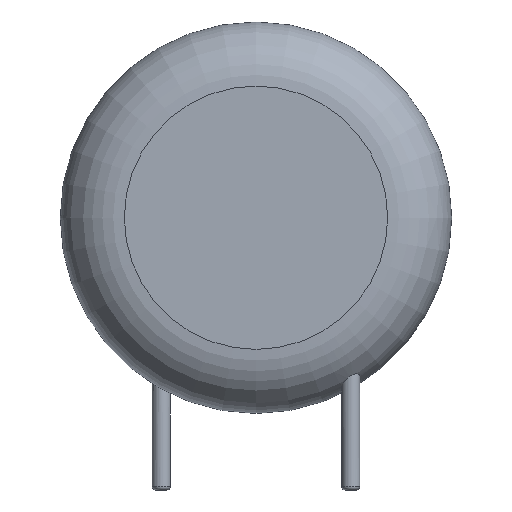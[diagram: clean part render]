
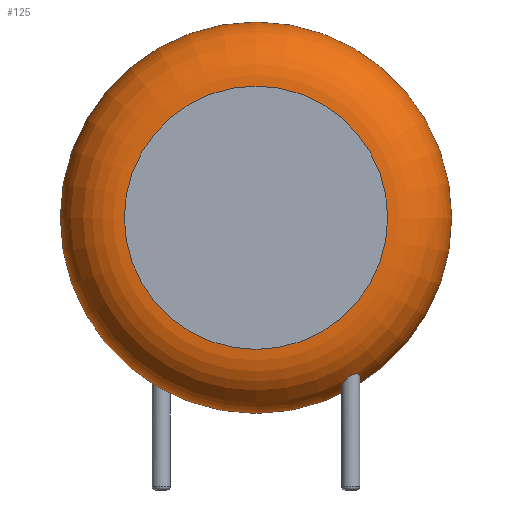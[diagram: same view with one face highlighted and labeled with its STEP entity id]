
A CAD part, front view. The second image highlights one B-rep face of the part: STEP entity #125.
In plain terms, the highlighted toroidal (fillet/blend) face has major radius 5.213 mm and minor radius 2.537 mm.
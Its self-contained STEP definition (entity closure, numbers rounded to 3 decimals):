
#24=VERTEX_POINT('',#25);
#25=CARTESIAN_POINT('',(11.5,-1.213,7.78));
#29=DIRECTION('',(0.,-1.,0.));
#30=ORIENTED_EDGE('',*,*,#31,.T.);
#31=EDGE_CURVE('',#24,#24,#32,.T.);
#32=CIRCLE('',#33,7.75);
#33=AXIS2_PLACEMENT_3D('',#34,#29,#35);
#34=CARTESIAN_POINT('',(3.75,-1.213,7.78));
#35=DIRECTION('',(1.,0.,0.));
#125=ADVANCED_FACE('',(#126,#142),#214,.T.);
#126=FACE_BOUND('',#127,.T.);
#127=EDGE_LOOP('',(#30,#128,#136,#141));
#128=ORIENTED_EDGE('',*,*,#129,.T.);
#129=EDGE_CURVE('',#24,#130,#132,.T.);
#130=VERTEX_POINT('',#131);
#131=CARTESIAN_POINT('',(8.963,-3.75,7.78));
#132=CIRCLE('',#133,2.537);
#133=AXIS2_PLACEMENT_3D('',#134,#135,#35);
#134=CARTESIAN_POINT('',(8.963,-1.213,7.78));
#135=DIRECTION('',(0.,0.,-1.));
#136=ORIENTED_EDGE('',*,*,#137,.F.);
#137=EDGE_CURVE('',#130,#130,#138,.T.);
#138=CIRCLE('',#139,5.213);
#139=AXIS2_PLACEMENT_3D('',#140,#29,#35);
#140=CARTESIAN_POINT('',(3.75,-3.75,7.78));
#141=ORIENTED_EDGE('',*,*,#129,.F.);
#142=FACE_BOUND('',#143,.T.);
#143=EDGE_LOOP('',(#144,#163));
#144=ORIENTED_EDGE('',*,*,#145,.T.);
#145=EDGE_CURVE('',#146,#148,#150,.T.);
#146=VERTEX_POINT('',#147);
#147=CARTESIAN_POINT('',(7.86,-2.3,1.5));
#148=VERTEX_POINT('',#149);
#149=CARTESIAN_POINT('',(7.494,-1.94,1.116));
#150=B_SPLINE_CURVE_WITH_KNOTS('',7,(#147,#151,#152,#153,#154,#155,#156,#157,#158,#159,#160,#161,#162,#149),.UNSPECIFIED.,.F.,.F.,(8,6,8),(0.,0.421,1.),.UNSPECIFIED.);
#151=CARTESIAN_POINT('',(7.86,-2.266,1.481));
#152=CARTESIAN_POINT('',(7.856,-2.232,1.46));
#153=CARTESIAN_POINT('',(7.849,-2.199,1.438));
#154=CARTESIAN_POINT('',(7.838,-2.167,1.415));
#155=CARTESIAN_POINT('',(7.824,-2.137,1.392));
#156=CARTESIAN_POINT('',(7.806,-2.108,1.368));
#157=CARTESIAN_POINT('',(7.757,-2.044,1.31));
#158=CARTESIAN_POINT('',(7.724,-2.011,1.276));
#159=CARTESIAN_POINT('',(7.684,-1.984,1.242));
#160=CARTESIAN_POINT('',(7.641,-1.962,1.208));
#161=CARTESIAN_POINT('',(7.594,-1.946,1.175));
#162=CARTESIAN_POINT('',(7.544,-1.939,1.144));
#163=ORIENTED_EDGE('',*,*,#164,.T.);
#164=EDGE_CURVE('',#148,#146,#165,.T.);
#165=B_SPLINE_CURVE_WITH_KNOTS('',7,(#149,#166,#167,#168,#169,#170,#171,#172,#173,#174,#175,#176,#177,#178,#179,#180,#181,#182,#183,#184,#185,#186,#187,#188,#189,#190,#191,#192,#193,#194,#195,#196,#197,#198,#199,#200,#201,#202,#203,#204,#205,#206,#207,#208,#209,#210,#211,#212,#213,#147),.UNSPECIFIED.,.F.,.F.,(8,6,6,6,6,6,6,6,8),(0.,0.199,0.304,0.355,0.506,0.645,0.773,0.898,1.),.UNSPECIFIED.);
#166=CARTESIAN_POINT('',(7.444,-1.941,1.088));
#167=CARTESIAN_POINT('',(7.394,-1.95,1.064));
#168=CARTESIAN_POINT('',(7.345,-1.967,1.043));
#169=CARTESIAN_POINT('',(7.3,-1.992,1.028));
#170=CARTESIAN_POINT('',(7.259,-2.024,1.019));
#171=CARTESIAN_POINT('',(7.225,-2.062,1.016));
#172=CARTESIAN_POINT('',(7.184,-2.126,1.022));
#173=CARTESIAN_POINT('',(7.172,-2.149,1.026));
#174=CARTESIAN_POINT('',(7.161,-2.172,1.031));
#175=CARTESIAN_POINT('',(7.153,-2.197,1.038));
#176=CARTESIAN_POINT('',(7.147,-2.222,1.047));
#177=CARTESIAN_POINT('',(7.143,-2.246,1.058));
#178=CARTESIAN_POINT('',(7.14,-2.283,1.075));
#179=CARTESIAN_POINT('',(7.14,-2.295,1.081));
#180=CARTESIAN_POINT('',(7.14,-2.307,1.087));
#181=CARTESIAN_POINT('',(7.14,-2.319,1.094));
#182=CARTESIAN_POINT('',(7.141,-2.331,1.101));
#183=CARTESIAN_POINT('',(7.142,-2.342,1.108));
#184=CARTESIAN_POINT('',(7.149,-2.388,1.137));
#185=CARTESIAN_POINT('',(7.158,-2.422,1.162));
#186=CARTESIAN_POINT('',(7.171,-2.454,1.188));
#187=CARTESIAN_POINT('',(7.187,-2.484,1.216));
#188=CARTESIAN_POINT('',(7.206,-2.513,1.245));
#189=CARTESIAN_POINT('',(7.228,-2.538,1.275));
#190=CARTESIAN_POINT('',(7.275,-2.583,1.332));
#191=CARTESIAN_POINT('',(7.3,-2.602,1.36));
#192=CARTESIAN_POINT('',(7.327,-2.619,1.388));
#193=CARTESIAN_POINT('',(7.356,-2.633,1.415));
#194=CARTESIAN_POINT('',(7.387,-2.644,1.441));
#195=CARTESIAN_POINT('',(7.419,-2.652,1.466));
#196=CARTESIAN_POINT('',(7.483,-2.661,1.511));
#197=CARTESIAN_POINT('',(7.515,-2.662,1.531));
#198=CARTESIAN_POINT('',(7.547,-2.66,1.548));
#199=CARTESIAN_POINT('',(7.579,-2.654,1.564));
#200=CARTESIAN_POINT('',(7.611,-2.645,1.576));
#201=CARTESIAN_POINT('',(7.642,-2.633,1.585));
#202=CARTESIAN_POINT('',(7.698,-2.602,1.597));
#203=CARTESIAN_POINT('',(7.725,-2.584,1.6));
#204=CARTESIAN_POINT('',(7.749,-2.564,1.6));
#205=CARTESIAN_POINT('',(7.771,-2.541,1.597));
#206=CARTESIAN_POINT('',(7.79,-2.517,1.592));
#207=CARTESIAN_POINT('',(7.807,-2.491,1.585));
#208=CARTESIAN_POINT('',(7.832,-2.442,1.568));
#209=CARTESIAN_POINT('',(7.841,-2.419,1.559));
#210=CARTESIAN_POINT('',(7.849,-2.396,1.549));
#211=CARTESIAN_POINT('',(7.854,-2.372,1.538));
#212=CARTESIAN_POINT('',(7.858,-2.348,1.526));
#213=CARTESIAN_POINT('',(7.86,-2.324,1.513));
#214=TOROIDAL_SURFACE('',#33,5.213,2.537);
